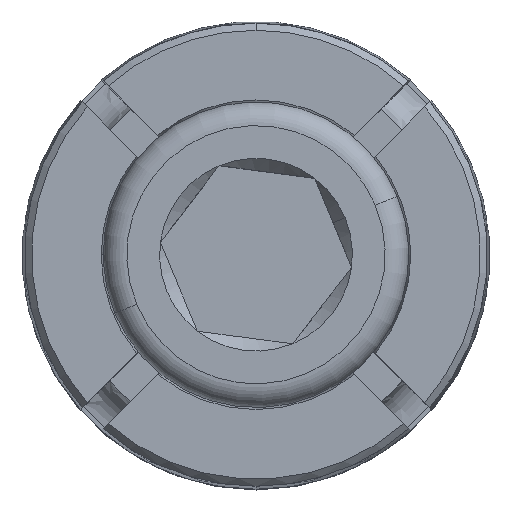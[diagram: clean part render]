
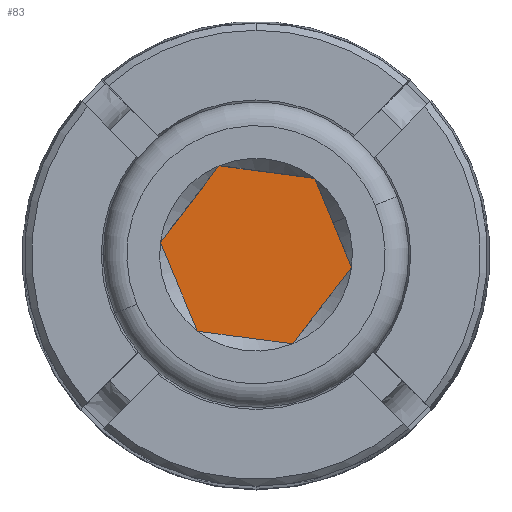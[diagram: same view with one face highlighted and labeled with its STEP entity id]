
A CAD part, top view. The second image highlights one B-rep face of the part: STEP entity #83.
In plain terms, the highlighted face is planar.
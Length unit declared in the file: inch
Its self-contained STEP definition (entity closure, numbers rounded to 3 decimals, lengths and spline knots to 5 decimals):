
#82 = LINE ( 'NONE', #6939, #2326 ) ;
#83 = ADVANCED_FACE ( 'NONE', ( #550 ), #2106, .F. ) ;
#550 = FACE_OUTER_BOUND ( 'NONE', #8715, .T. ) ;
#849 = CARTESIAN_POINT ( 'NONE',  ( 0., 0.08119, -1.05853 ) ) ;
#883 = DIRECTION ( 'NONE',  ( -0.866, 0.5, 0. ) ) ;
#927 = DIRECTION ( 'NONE',  ( 0., 1., 0. ) ) ;
#1137 = CARTESIAN_POINT ( 'NONE',  ( -0.07031, 0.04059, -1.05853 ) ) ;
#1140 = VECTOR ( 'NONE', #5206, 39.37008 ) ;
#1146 = VERTEX_POINT ( 'NONE', #1137 ) ;
#1402 = VECTOR ( 'NONE', #6048, 39.37008 ) ;
#1651 = LINE ( 'NONE', #849, #1402 ) ;
#1682 = CARTESIAN_POINT ( 'NONE',  ( 0.07031, 0.04059, -1.05853 ) ) ;
#1762 = DIRECTION ( 'NONE',  ( 1., 0., 0. ) ) ;
#1914 = CARTESIAN_POINT ( 'NONE',  ( -0.07031, -0.04059, -1.05853 ) ) ;
#2106 = PLANE ( 'NONE',  #2741 ) ;
#2326 = VECTOR ( 'NONE', #927, 39.37008 ) ;
#2675 = VERTEX_POINT ( 'NONE', #9838 ) ;
#2741 = AXIS2_PLACEMENT_3D ( 'NONE', #6802, #8759, #1762 ) ;
#2849 = ORIENTED_EDGE ( 'NONE', *, *, #5953, .T. ) ;
#3412 = VECTOR ( 'NONE', #883, 39.37008 ) ;
#3684 = LINE ( 'NONE', #1682, #7912 ) ;
#3934 = CARTESIAN_POINT ( 'NONE',  ( 0., 0.08119, -1.05853 ) ) ;
#4119 = VERTEX_POINT ( 'NONE', #3934 ) ;
#5164 = CARTESIAN_POINT ( 'NONE',  ( -0.07031, 0.04059, -1.05853 ) ) ;
#5206 = DIRECTION ( 'NONE',  ( -0.866, -0.5, 0. ) ) ;
#5778 = LINE ( 'NONE', #7662, #3412 ) ;
#5783 = ORIENTED_EDGE ( 'NONE', *, *, #5970, .T. ) ;
#5946 = EDGE_CURVE ( 'NONE', #1146, #4119, #10100, .T. ) ;
#5950 = EDGE_CURVE ( 'NONE', #4119, #6968, #1651, .T. ) ;
#5953 = EDGE_CURVE ( 'NONE', #6968, #9340, #3684, .T. ) ;
#5970 = EDGE_CURVE ( 'NONE', #9340, #2675, #8148, .T. ) ;
#5971 = EDGE_CURVE ( 'NONE', #2675, #6463, #5778, .T. ) ;
#6005 = EDGE_CURVE ( 'NONE', #6463, #1146, #82, .T. ) ;
#6048 = DIRECTION ( 'NONE',  ( 0.866, -0.5, 0. ) ) ;
#6302 = VECTOR ( 'NONE', #9852, 39.37008 ) ;
#6401 = CARTESIAN_POINT ( 'NONE',  ( 0.07031, -0.04059, -1.05853 ) ) ;
#6463 = VERTEX_POINT ( 'NONE', #1914 ) ;
#6595 = ORIENTED_EDGE ( 'NONE', *, *, #5946, .T. ) ;
#6802 = CARTESIAN_POINT ( 'NONE',  ( -0.07031, 0.04059, -1.05853 ) ) ;
#6939 = CARTESIAN_POINT ( 'NONE',  ( -0.07031, -0.04059, -1.05853 ) ) ;
#6968 = VERTEX_POINT ( 'NONE', #10165 ) ;
#7231 = ORIENTED_EDGE ( 'NONE', *, *, #5950, .T. ) ;
#7608 = DIRECTION ( 'NONE',  ( 0., -1., 0. ) ) ;
#7662 = CARTESIAN_POINT ( 'NONE',  ( 0., -0.08119, -1.05853 ) ) ;
#7912 = VECTOR ( 'NONE', #7608, 39.37008 ) ;
#8148 = LINE ( 'NONE', #9123, #1140 ) ;
#8715 = EDGE_LOOP ( 'NONE', ( #6595, #7231, #2849, #5783, #10344, #9528 ) ) ;
#8759 = DIRECTION ( 'NONE',  ( 0., 0., 1. ) ) ;
#9123 = CARTESIAN_POINT ( 'NONE',  ( 0.07031, -0.04059, -1.05853 ) ) ;
#9340 = VERTEX_POINT ( 'NONE', #6401 ) ;
#9528 = ORIENTED_EDGE ( 'NONE', *, *, #6005, .T. ) ;
#9838 = CARTESIAN_POINT ( 'NONE',  ( 0., -0.08119, -1.05853 ) ) ;
#9852 = DIRECTION ( 'NONE',  ( 0.866, 0.5, 0. ) ) ;
#10100 = LINE ( 'NONE', #5164, #6302 ) ;
#10165 = CARTESIAN_POINT ( 'NONE',  ( 0.07031, 0.04059, -1.05853 ) ) ;
#10344 = ORIENTED_EDGE ( 'NONE', *, *, #5971, .T. ) ;
